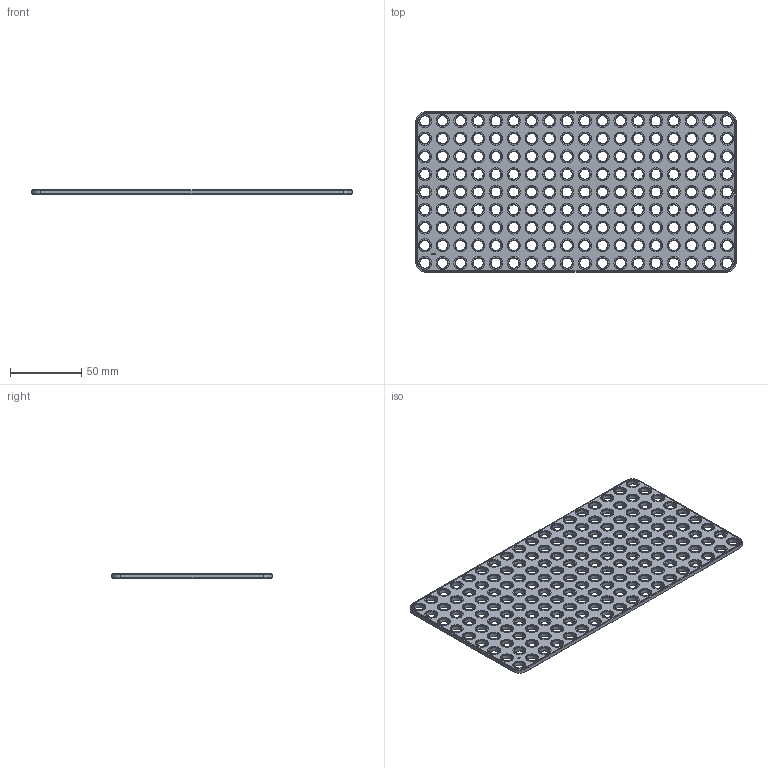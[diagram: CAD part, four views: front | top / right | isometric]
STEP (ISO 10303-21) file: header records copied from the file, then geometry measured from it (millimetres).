
FILE_DESCRIPTION(('FreeCAD Model'),'2;1');
FILE_NAME('Open CASCADE Shape Model','2024-10-08T23:57:46',(''),(''), 'Open CASCADE STEP processor 7.7','FreeCAD','Unknown');
FILE_SCHEMA(('AUTOMOTIVE_DESIGN { 1 0 10303 214 1 1 1 1 }'));
Length unit declared in the file: millimetre
Products named in the file (1): Plate RCT CRNR BU18x09x00.25 - SPN-PLT-0212 (stemfie.org)
Bounding box: 225 x 112.5 x 3.12 mm (x, y, z)
Volume: 56328.4 mm3; surface area: 50919.2 mm2
Topology: 1 solids, 1 shells, 1281 faces, 2918 edges, 1832 vertices
Faces by surface type: plane 491, cylinder 332, cone 332, extrusion 126
Full cylindrical faces by diameter (mm): 7 x162, 9.2 x162
Entity records: 36920 total; most frequent: CARTESIAN_POINT 7058, DIRECTION 6100, ORIENTED_EDGE 5836, EDGE_CURVE 2918, AXIS2_PLACEMENT_3D 2152, VERTEX_POINT 1832, FACE_BOUND 1798, EDGE_LOOP 1798
